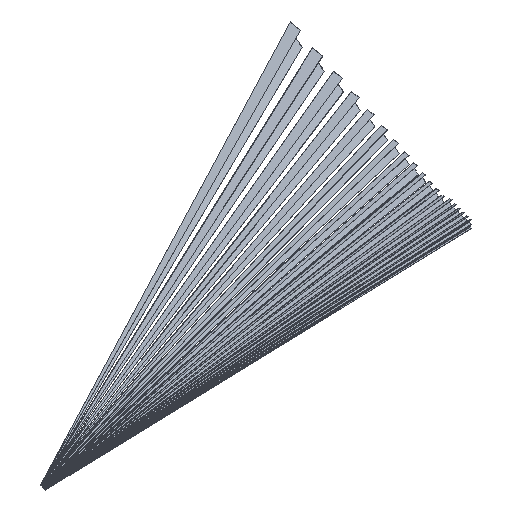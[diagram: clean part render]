
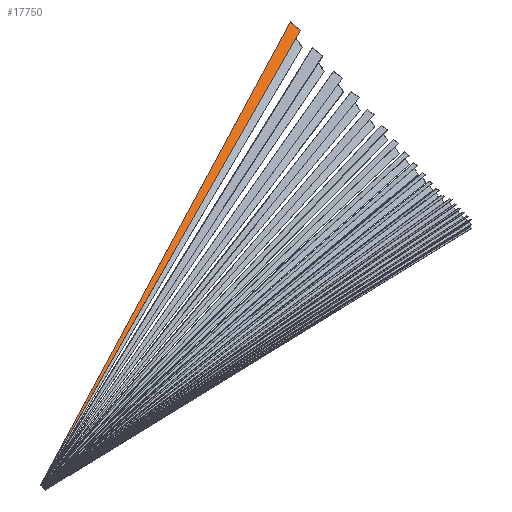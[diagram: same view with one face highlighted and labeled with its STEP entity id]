
A CAD part, isometric view. The second image highlights one B-rep face of the part: STEP entity #17750.
In plain terms, the highlighted planar face has unit normal (-0.159, -0.191, 0.969).
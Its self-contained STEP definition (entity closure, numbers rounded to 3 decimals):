
#17637 = EDGE_CURVE('',#17638,#17640,#17642,.T.);
#17638 = VERTEX_POINT('',#17639);
#17639 = CARTESIAN_POINT('',(750.,306.8,183.502));
#17640 = VERTEX_POINT('',#17641);
#17641 = CARTESIAN_POINT('',(750.,288.844,179.969));
#17642 = SURFACE_CURVE('',#17643,(#17647,#17658),.PCURVE_S1.);
#17643 = LINE('',#17644,#17645);
#17644 = CARTESIAN_POINT('',(750.,309.578,184.048));
#17645 = VECTOR('',#17646,1.);
#17646 = DIRECTION('',(0.,-0.981,-0.193));
#17647 = PCURVE('',#17648,#17653);
#17648 = PLANE('',#17649);
#17649 = AXIS2_PLACEMENT_3D('',#17650,#17651,#17652);
#17650 = CARTESIAN_POINT('',(750.,299.23,181.858));
#17651 = DIRECTION('',(-1.,-0.,-0.));
#17652 = DIRECTION('',(0.,0.,-1.));
#17653 = DEFINITIONAL_REPRESENTATION('',(#17654),#17657);
#17654 = B_SPLINE_CURVE_WITH_KNOTS('',1,(#17655,#17656),.UNSPECIFIED.,
  .F.,.F.,(2,2),(0.,21.131),.PIECEWISE_BEZIER_KNOTS.);
#17655 = CARTESIAN_POINT('',(-2.191,-10.348));
#17656 = CARTESIAN_POINT('',(1.888,10.386));
#17657 = ( GEOMETRIC_REPRESENTATION_CONTEXT(2) 
PARAMETRIC_REPRESENTATION_CONTEXT() REPRESENTATION_CONTEXT('2D SPACE',''
  ) );
#17658 = PCURVE('',#17659,#17664);
#17659 = PLANE('',#17660);
#17660 = AXIS2_PLACEMENT_3D('',#17661,#17662,#17663);
#17661 = CARTESIAN_POINT('',(389.597,155.446,
    94.625));
#17662 = DIRECTION('',(0.159,0.191,-0.969));
#17663 = DIRECTION('',(0.,-0.981,
    -0.193));
#17664 = DEFINITIONAL_REPRESENTATION('',(#17665),#17669);
#17665 = LINE('',#17666,#17667);
#17666 = CARTESIAN_POINT('',(-168.494,-365.039));
#17667 = VECTOR('',#17668,1.);
#17668 = DIRECTION('',(1.,0.));
#17669 = ( GEOMETRIC_REPRESENTATION_CONTEXT(2) 
PARAMETRIC_REPRESENTATION_CONTEXT() REPRESENTATION_CONTEXT('2D SPACE',''
  ) );
#17687 = PLANE('',#17688);
#17688 = AXIS2_PLACEMENT_3D('',#17689,#17690,#17691);
#17689 = CARTESIAN_POINT('',(442.008,180.819,
    90.651));
#17690 = DIRECTION('',(0.379,-0.926,
    0.));
#17691 = DIRECTION('',(-0.926,-0.379,0.));
#17739 = PLANE('',#17740);
#17740 = AXIS2_PLACEMENT_3D('',#17741,#17742,#17743);
#17741 = CARTESIAN_POINT('',(385.,148.283,92.307));
#17742 = DIRECTION('',(-0.381,0.917,0.118));
#17743 = DIRECTION('',(0.923,0.384,0.)
  );
#17750 = ADVANCED_FACE('',(#17751),#17659,.F.);
#17751 = FACE_BOUND('',#17752,.F.);
#17752 = EDGE_LOOP('',(#17753,#17774,#17775,#17797));
#17753 = ORIENTED_EDGE('',*,*,#17754,.F.);
#17754 = EDGE_CURVE('',#17638,#17755,#17757,.T.);
#17755 = VERTEX_POINT('',#17756);
#17756 = CARTESIAN_POINT('',(20.,8.2,5.048));
#17757 = SURFACE_CURVE('',#17758,(#17762,#17768),.PCURVE_S1.);
#17758 = LINE('',#17759,#17760);
#17759 = CARTESIAN_POINT('',(413.32,169.084,
    101.198));
#17760 = VECTOR('',#17761,1.);
#17761 = DIRECTION('',(-0.903,-0.369,-0.221)
  );
#17762 = PCURVE('',#17659,#17763);
#17763 = DEFINITIONAL_REPRESENTATION('',(#17764),#17767);
#17764 = B_SPLINE_CURVE_WITH_KNOTS('',1,(#17765,#17766),.UNSPECIFIED.,
  .F.,.F.,(2,2),(-453.816,516.559),
  .PIECEWISE_BEZIER_KNOTS.);
#17765 = CARTESIAN_POINT('',(-198.406,-438.978));
#17766 = CARTESIAN_POINT('',(194.511,448.29));
#17767 = ( GEOMETRIC_REPRESENTATION_CONTEXT(2) 
PARAMETRIC_REPRESENTATION_CONTEXT() REPRESENTATION_CONTEXT('2D SPACE',''
  ) );
#17768 = PCURVE('',#17687,#17769);
#17769 = DEFINITIONAL_REPRESENTATION('',(#17770),#17773);
#17770 = B_SPLINE_CURVE_WITH_KNOTS('',1,(#17771,#17772),.UNSPECIFIED.,
  .F.,.F.,(2,2),(-453.816,516.559),
  .PIECEWISE_BEZIER_KNOTS.);
#17771 = CARTESIAN_POINT('',(-411.633,-110.696));
#17772 = CARTESIAN_POINT('',(534.818,103.449));
#17773 = ( GEOMETRIC_REPRESENTATION_CONTEXT(2) 
PARAMETRIC_REPRESENTATION_CONTEXT() REPRESENTATION_CONTEXT('2D SPACE',''
  ) );
#17774 = ORIENTED_EDGE('',*,*,#17637,.T.);
#17775 = ORIENTED_EDGE('',*,*,#17776,.T.);
#17776 = EDGE_CURVE('',#17640,#17777,#17779,.T.);
#17777 = VERTEX_POINT('',#17778);
#17778 = CARTESIAN_POINT('',(20.,7.684,4.946));
#17779 = SURFACE_CURVE('',#17780,(#17784,#17791),.PCURVE_S1.);
#17780 = LINE('',#17781,#17782);
#17781 = CARTESIAN_POINT('',(750.,288.844,179.969));
#17782 = VECTOR('',#17783,1.);
#17783 = DIRECTION('',(-0.911,-0.351,-0.218));
#17784 = PCURVE('',#17659,#17785);
#17785 = DEFINITIONAL_REPRESENTATION('',(#17786),#17790);
#17786 = LINE('',#17787,#17788);
#17787 = CARTESIAN_POINT('',(-147.363,-365.039));
#17788 = VECTOR('',#17789,1.);
#17789 = DIRECTION('',(0.386,0.922));
#17790 = ( GEOMETRIC_REPRESENTATION_CONTEXT(2) 
PARAMETRIC_REPRESENTATION_CONTEXT() REPRESENTATION_CONTEXT('2D SPACE',''
  ) );
#17791 = PCURVE('',#17739,#17792);
#17792 = DEFINITIONAL_REPRESENTATION('',(#17793),#17796);
#17793 = B_SPLINE_CURVE_WITH_KNOTS('',1,(#17794,#17795),.UNSPECIFIED.,
  .F.,.F.,(2,2),(0.,801.614),.PIECEWISE_BEZIER_KNOTS.);
#17794 = CARTESIAN_POINT('',(390.991,-88.278));
#17795 = CARTESIAN_POINT('',(-391.006,87.973));
#17796 = ( GEOMETRIC_REPRESENTATION_CONTEXT(2) 
PARAMETRIC_REPRESENTATION_CONTEXT() REPRESENTATION_CONTEXT('2D SPACE',''
  ) );
#17797 = ORIENTED_EDGE('',*,*,#17798,.F.);
#17798 = EDGE_CURVE('',#17755,#17777,#17799,.T.);
#17799 = SURFACE_CURVE('',#17800,(#17804,#17810),.PCURVE_S1.);
#17800 = LINE('',#17801,#17802);
#17801 = CARTESIAN_POINT('',(20.,8.237,5.055));
#17802 = VECTOR('',#17803,1.);
#17803 = DIRECTION('',(0.,-0.981,-0.193));
#17804 = PCURVE('',#17659,#17805);
#17805 = DEFINITIONAL_REPRESENTATION('',(#17806),#17809);
#17806 = B_SPLINE_CURVE_WITH_KNOTS('',1,(#17807,#17808),.UNSPECIFIED.,
  .F.,.F.,(2,2),(0.,0.564),.PIECEWISE_BEZIER_KNOTS.);
#17807 = CARTESIAN_POINT('',(161.73,374.351));
#17808 = CARTESIAN_POINT('',(162.294,374.351));
#17809 = ( GEOMETRIC_REPRESENTATION_CONTEXT(2) 
PARAMETRIC_REPRESENTATION_CONTEXT() REPRESENTATION_CONTEXT('2D SPACE',''
  ) );
#17810 = PCURVE('',#17811,#17816);
#17811 = PLANE('',#17812);
#17812 = AXIS2_PLACEMENT_3D('',#17813,#17814,#17815);
#17813 = CARTESIAN_POINT('',(20.,4.,4.));
#17814 = DIRECTION('',(1.,0.,0.));
#17815 = DIRECTION('',(0.,0.,1.));
#17816 = DEFINITIONAL_REPRESENTATION('',(#17817),#17821);
#17817 = LINE('',#17818,#17819);
#17818 = CARTESIAN_POINT('',(1.055,-4.237));
#17819 = VECTOR('',#17820,1.);
#17820 = DIRECTION('',(-0.193,0.981));
#17821 = ( GEOMETRIC_REPRESENTATION_CONTEXT(2) 
PARAMETRIC_REPRESENTATION_CONTEXT() REPRESENTATION_CONTEXT('2D SPACE',''
  ) );
